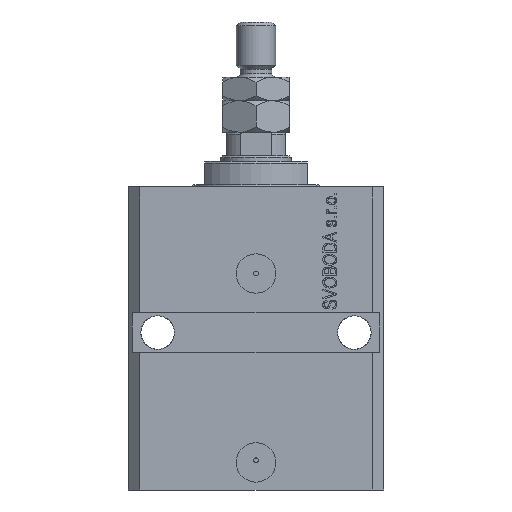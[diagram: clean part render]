
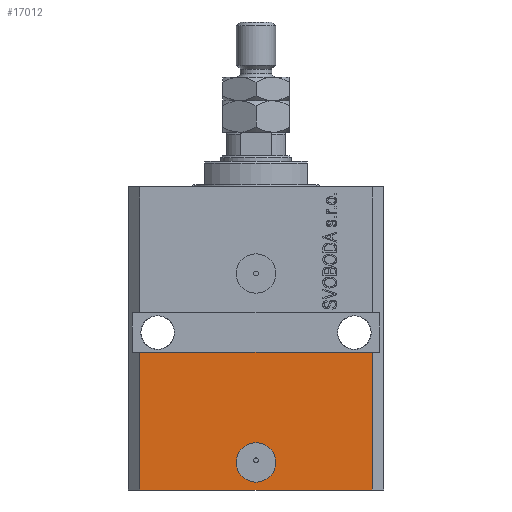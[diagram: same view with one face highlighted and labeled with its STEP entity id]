
A CAD part, front view. The second image highlights one B-rep face of the part: STEP entity #17012.
In plain terms, the highlighted planar face has unit normal (0, -1, 0).
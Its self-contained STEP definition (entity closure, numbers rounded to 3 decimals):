
#1157 = EDGE_CURVE ( 'NONE', #43924, #12273, #5022, .T. ) ;
#3294 = CARTESIAN_POINT ( 'NONE',  ( 0., -22.5, -70. ) ) ;
#3778 = DIRECTION ( 'NONE',  ( 1., 0., 0. ) ) ;
#5022 = CIRCLE ( 'NONE', #28117, 5. ) ;
#5153 = CARTESIAN_POINT ( 'NONE',  ( -29.5, -22.5, -77. ) ) ;
#5926 = EDGE_LOOP ( 'NONE', ( #29207, #34340, #33982, #7158 ) ) ;
#6324 = DIRECTION ( 'NONE',  ( 0., -1., 0. ) ) ;
#6348 = EDGE_CURVE ( 'NONE', #30151, #33217, #16389, .T. ) ;
#6778 = LINE ( 'NONE', #25713, #40545 ) ;
#6785 = DIRECTION ( 'NONE',  ( 0., -1., 0. ) ) ;
#7047 = DIRECTION ( 'NONE',  ( 1., 0., 0. ) ) ;
#7078 = AXIS2_PLACEMENT_3D ( 'NONE', #14036, #6324, #7047 ) ;
#7158 = ORIENTED_EDGE ( 'NONE', *, *, #22181, .T. ) ;
#7222 = VECTOR ( 'NONE', #23843, 1000. ) ;
#9428 = CARTESIAN_POINT ( 'NONE',  ( 29.5, -22.5, -77. ) ) ;
#10782 = FACE_OUTER_BOUND ( 'NONE', #5926, .T. ) ;
#11390 = CARTESIAN_POINT ( 'NONE',  ( 29.5, -22.5, -42. ) ) ;
#11455 = EDGE_CURVE ( 'NONE', #12273, #43924, #30741, .T. ) ;
#12159 = ORIENTED_EDGE ( 'NONE', *, *, #11455, .F. ) ;
#12273 = VERTEX_POINT ( 'NONE', #40451 ) ;
#12401 = CARTESIAN_POINT ( 'NONE',  ( 29.5, -22.5, -77. ) ) ;
#14036 = CARTESIAN_POINT ( 'NONE',  ( -29.5, -22.5, -77. ) ) ;
#16389 = LINE ( 'NONE', #39053, #39413 ) ;
#16885 = DIRECTION ( 'NONE',  ( 0., 0., 1. ) ) ;
#17012 = ADVANCED_FACE ( 'NONE', ( #29713, #10782 ), #41169, .T. ) ;
#17448 = CARTESIAN_POINT ( 'NONE',  ( -29.5, -22.5, -77. ) ) ;
#17575 = VECTOR ( 'NONE', #19838, 1000. ) ;
#18367 = DIRECTION ( 'NONE',  ( 0., -1., 0. ) ) ;
#18514 = EDGE_LOOP ( 'NONE', ( #22369, #12159 ) ) ;
#19838 = DIRECTION ( 'NONE',  ( 1., 0., 0. ) ) ;
#21166 = EDGE_CURVE ( 'NONE', #30151, #43045, #24590, .T. ) ;
#21351 = CARTESIAN_POINT ( 'NONE',  ( 5., -22.5, -70. ) ) ;
#22181 = EDGE_CURVE ( 'NONE', #43045, #30615, #35314, .T. ) ;
#22369 = ORIENTED_EDGE ( 'NONE', *, *, #1157, .F. ) ;
#23843 = DIRECTION ( 'NONE',  ( 0., 0., 1. ) ) ;
#24590 = LINE ( 'NONE', #5153, #17575 ) ;
#25713 = CARTESIAN_POINT ( 'NONE',  ( -32.5, -22.5, -42. ) ) ;
#28117 = AXIS2_PLACEMENT_3D ( 'NONE', #29592, #18367, #44544 ) ;
#29207 = ORIENTED_EDGE ( 'NONE', *, *, #40041, .F. ) ;
#29592 = CARTESIAN_POINT ( 'NONE',  ( 0., -22.5, -70. ) ) ;
#29713 = FACE_BOUND ( 'NONE', #18514, .T. ) ;
#30151 = VERTEX_POINT ( 'NONE', #17448 ) ;
#30615 = VERTEX_POINT ( 'NONE', #11390 ) ;
#30741 = CIRCLE ( 'NONE', #40308, 5. ) ;
#33217 = VERTEX_POINT ( 'NONE', #36516 ) ;
#33982 = ORIENTED_EDGE ( 'NONE', *, *, #21166, .T. ) ;
#34340 = ORIENTED_EDGE ( 'NONE', *, *, #6348, .F. ) ;
#35314 = LINE ( 'NONE', #12401, #7222 ) ;
#36516 = CARTESIAN_POINT ( 'NONE',  ( -29.5, -22.5, -42. ) ) ;
#38170 = DIRECTION ( 'NONE',  ( 1., 0., 0. ) ) ;
#39053 = CARTESIAN_POINT ( 'NONE',  ( -29.5, -22.5, -77. ) ) ;
#39413 = VECTOR ( 'NONE', #16885, 1000. ) ;
#40041 = EDGE_CURVE ( 'NONE', #33217, #30615, #6778, .T. ) ;
#40308 = AXIS2_PLACEMENT_3D ( 'NONE', #3294, #6785, #38170 ) ;
#40451 = CARTESIAN_POINT ( 'NONE',  ( -5., -22.5, -70. ) ) ;
#40545 = VECTOR ( 'NONE', #3778, 1000. ) ;
#41169 = PLANE ( 'NONE',  #7078 ) ;
#43045 = VERTEX_POINT ( 'NONE', #9428 ) ;
#43924 = VERTEX_POINT ( 'NONE', #21351 ) ;
#44544 = DIRECTION ( 'NONE',  ( 1., 0., 0. ) ) ;
